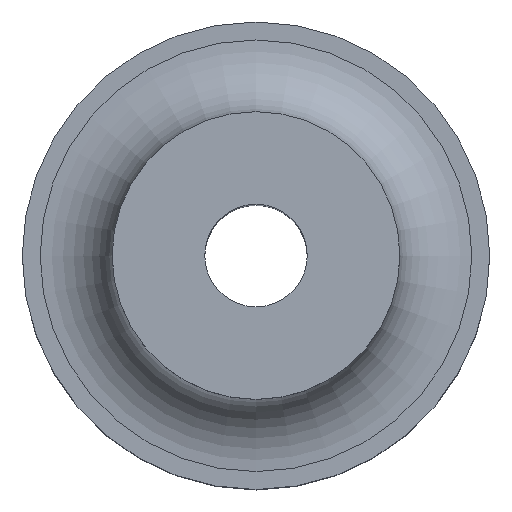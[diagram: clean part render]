
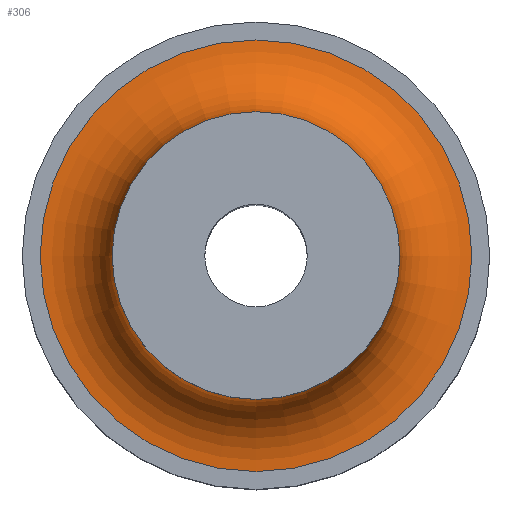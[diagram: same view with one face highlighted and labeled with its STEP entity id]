
A CAD part, top view. The second image highlights one B-rep face of the part: STEP entity #306.
In plain terms, the highlighted toroidal (fillet/blend) face has major radius 12 mm and minor radius 4 mm.
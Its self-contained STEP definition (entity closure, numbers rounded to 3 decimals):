
#69=FACE_BOUND('',#124,.T.);
#91=FACE_OUTER_BOUND('',#123,.T.);
#123=EDGE_LOOP('',(#247));
#124=EDGE_LOOP('',(#248));
#162=CIRCLE('',#342,8.);
#163=CIRCLE('',#343,12.);
#181=VERTEX_POINT('',#525);
#182=VERTEX_POINT('',#527);
#209=EDGE_CURVE('',#181,#181,#162,.T.);
#210=EDGE_CURVE('',#182,#182,#163,.T.);
#247=ORIENTED_EDGE('',*,*,#209,.T.);
#248=ORIENTED_EDGE('',*,*,#210,.T.);
#297=TOROIDAL_SURFACE('',#341,12.,4.);
#306=ADVANCED_FACE('',(#91,#69),#297,.F.);
#341=AXIS2_PLACEMENT_3D('',#524,#402,#403);
#342=AXIS2_PLACEMENT_3D('',#526,#404,#405);
#343=AXIS2_PLACEMENT_3D('',#528,#406,#407);
#402=DIRECTION('center_axis',(0.,0.,-1.));
#403=DIRECTION('ref_axis',(-1.,0.,0.));
#404=DIRECTION('center_axis',(0.,0.,-1.));
#405=DIRECTION('ref_axis',(0.,-1.,0.));
#406=DIRECTION('center_axis',(0.,0.,1.));
#407=DIRECTION('ref_axis',(0.,-1.,0.));
#524=CARTESIAN_POINT('Origin',(0.,-2.25,44.144));
#525=CARTESIAN_POINT('',(0.,5.75,44.144));
#526=CARTESIAN_POINT('Origin',(0.,-2.25,44.144));
#527=CARTESIAN_POINT('',(0.,9.75,40.144));
#528=CARTESIAN_POINT('Origin',(0.,-2.25,40.144));
